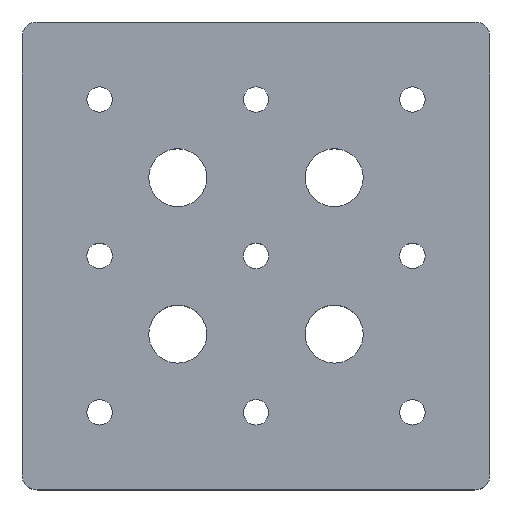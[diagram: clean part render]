
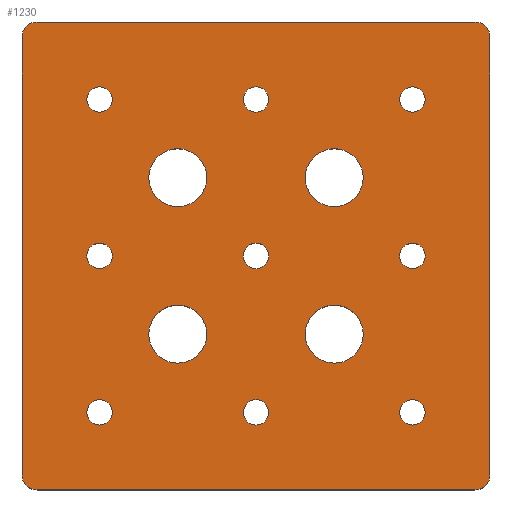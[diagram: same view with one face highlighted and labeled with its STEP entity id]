
A CAD part, top view. The second image highlights one B-rep face of the part: STEP entity #1230.
In plain terms, the highlighted planar face has unit normal (0, 0, 1).
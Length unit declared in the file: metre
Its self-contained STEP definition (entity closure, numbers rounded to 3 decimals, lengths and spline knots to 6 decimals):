
#45=LINE('',#1890,#125);
#49=LINE('',#1902,#129);
#53=LINE('',#1914,#133);
#57=LINE('',#1926,#137);
#125=VECTOR('',#1503,1.);
#129=VECTOR('',#1515,1.);
#133=VECTOR('',#1527,1.);
#137=VECTOR('',#1539,1.);
#278=ORIENTED_EDGE('',*,*,#549,.T.);
#279=ORIENTED_EDGE('',*,*,#552,.T.);
#280=ORIENTED_EDGE('',*,*,#555,.F.);
#281=ORIENTED_EDGE('',*,*,#558,.T.);
#282=ORIENTED_EDGE('',*,*,#561,.F.);
#283=ORIENTED_EDGE('',*,*,#564,.T.);
#284=ORIENTED_EDGE('',*,*,#567,.T.);
#285=ORIENTED_EDGE('',*,*,#585,.T.);
#286=ORIENTED_EDGE('',*,*,#582,.T.);
#287=ORIENTED_EDGE('',*,*,#581,.F.);
#288=ORIENTED_EDGE('',*,*,#579,.F.);
#289=ORIENTED_EDGE('',*,*,#577,.F.);
#290=ORIENTED_EDGE('',*,*,#576,.F.);
#291=ORIENTED_EDGE('',*,*,#575,.F.);
#292=ORIENTED_EDGE('',*,*,#574,.F.);
#293=ORIENTED_EDGE('',*,*,#573,.F.);
#294=ORIENTED_EDGE('',*,*,#572,.F.);
#295=ORIENTED_EDGE('',*,*,#571,.F.);
#296=ORIENTED_EDGE('',*,*,#569,.T.);
#297=ORIENTED_EDGE('',*,*,#568,.F.);
#298=ORIENTED_EDGE('',*,*,#586,.F.);
#549=EDGE_CURVE('',#709,#712,#45,.T.);
#552=EDGE_CURVE('',#712,#714,#833,.T.);
#555=EDGE_CURVE('',#716,#714,#49,.T.);
#558=EDGE_CURVE('',#716,#718,#835,.T.);
#561=EDGE_CURVE('',#720,#718,#53,.T.);
#564=EDGE_CURVE('',#720,#722,#837,.T.);
#567=EDGE_CURVE('',#722,#724,#57,.T.);
#568=EDGE_CURVE('',#725,#725,#838,.T.);
#569=EDGE_CURVE('',#726,#726,#839,.T.);
#571=EDGE_CURVE('',#728,#728,#841,.T.);
#572=EDGE_CURVE('',#729,#729,#842,.T.);
#573=EDGE_CURVE('',#730,#730,#843,.T.);
#574=EDGE_CURVE('',#731,#731,#844,.T.);
#575=EDGE_CURVE('',#732,#732,#845,.T.);
#576=EDGE_CURVE('',#733,#733,#846,.T.);
#577=EDGE_CURVE('',#734,#734,#847,.T.);
#579=EDGE_CURVE('',#736,#736,#849,.T.);
#581=EDGE_CURVE('',#738,#738,#851,.T.);
#582=EDGE_CURVE('',#739,#739,#852,.T.);
#585=EDGE_CURVE('',#724,#709,#855,.T.);
#586=EDGE_CURVE('',#741,#741,#856,.T.);
#709=VERTEX_POINT('',#1884);
#712=VERTEX_POINT('',#1889);
#714=VERTEX_POINT('',#1895);
#716=VERTEX_POINT('',#1901);
#718=VERTEX_POINT('',#1907);
#720=VERTEX_POINT('',#1913);
#722=VERTEX_POINT('',#1919);
#724=VERTEX_POINT('',#1925);
#725=VERTEX_POINT('',#1929);
#726=VERTEX_POINT('',#1932);
#728=VERTEX_POINT('',#1937);
#729=VERTEX_POINT('',#1940);
#730=VERTEX_POINT('',#1943);
#731=VERTEX_POINT('',#1946);
#732=VERTEX_POINT('',#1949);
#733=VERTEX_POINT('',#1952);
#734=VERTEX_POINT('',#1955);
#736=VERTEX_POINT('',#1960);
#738=VERTEX_POINT('',#1965);
#739=VERTEX_POINT('',#1968);
#741=VERTEX_POINT('',#1976);
#833=CIRCLE('',#1316,0.002059);
#835=CIRCLE('',#1320,0.002059);
#837=CIRCLE('',#1324,0.002059);
#838=CIRCLE('',#1327,0.00175);
#839=CIRCLE('',#1329,0.004);
#841=CIRCLE('',#1332,0.00175);
#842=CIRCLE('',#1334,0.00175);
#843=CIRCLE('',#1336,0.00175);
#844=CIRCLE('',#1338,0.00175);
#845=CIRCLE('',#1340,0.00175);
#846=CIRCLE('',#1342,0.00175);
#847=CIRCLE('',#1344,0.004);
#849=CIRCLE('',#1347,0.004);
#851=CIRCLE('',#1350,0.00175);
#852=CIRCLE('',#1352,0.004);
#855=CIRCLE('',#1356,0.002059);
#856=CIRCLE('',#1358,0.00175);
#949=EDGE_LOOP('',(#278,#279,#280,#281,#282,#283,#284,#285));
#950=EDGE_LOOP('',(#286));
#951=EDGE_LOOP('',(#287));
#952=EDGE_LOOP('',(#288));
#953=EDGE_LOOP('',(#289));
#954=EDGE_LOOP('',(#290));
#955=EDGE_LOOP('',(#291));
#956=EDGE_LOOP('',(#292));
#957=EDGE_LOOP('',(#293));
#958=EDGE_LOOP('',(#294));
#959=EDGE_LOOP('',(#295));
#960=EDGE_LOOP('',(#296));
#961=EDGE_LOOP('',(#297));
#962=EDGE_LOOP('',(#298));
#1079=FACE_BOUND('',#949,.T.);
#1080=FACE_BOUND('',#950,.T.);
#1081=FACE_BOUND('',#951,.T.);
#1082=FACE_BOUND('',#952,.T.);
#1083=FACE_BOUND('',#953,.T.);
#1084=FACE_BOUND('',#954,.T.);
#1085=FACE_BOUND('',#955,.T.);
#1086=FACE_BOUND('',#956,.T.);
#1087=FACE_BOUND('',#957,.T.);
#1088=FACE_BOUND('',#958,.T.);
#1089=FACE_BOUND('',#959,.T.);
#1090=FACE_BOUND('',#960,.T.);
#1091=FACE_BOUND('',#961,.T.);
#1092=FACE_BOUND('',#962,.T.);
#1170=PLANE('',#1359);
#1230=ADVANCED_FACE('',(#1079,#1080,#1081,#1082,#1083,#1084,#1085,#1086,
#1087,#1088,#1089,#1090,#1091,#1092),#1170,.T.);
#1316=AXIS2_PLACEMENT_3D('',#1896,#1509,#1510);
#1320=AXIS2_PLACEMENT_3D('',#1908,#1521,#1522);
#1324=AXIS2_PLACEMENT_3D('',#1920,#1533,#1534);
#1327=AXIS2_PLACEMENT_3D('',#1928,#1542,#1543);
#1329=AXIS2_PLACEMENT_3D('',#1931,#1546,#1547);
#1332=AXIS2_PLACEMENT_3D('',#1936,#1552,#1553);
#1334=AXIS2_PLACEMENT_3D('',#1939,#1556,#1557);
#1336=AXIS2_PLACEMENT_3D('',#1942,#1560,#1561);
#1338=AXIS2_PLACEMENT_3D('',#1945,#1564,#1565);
#1340=AXIS2_PLACEMENT_3D('',#1948,#1568,#1569);
#1342=AXIS2_PLACEMENT_3D('',#1951,#1572,#1573);
#1344=AXIS2_PLACEMENT_3D('',#1954,#1576,#1577);
#1347=AXIS2_PLACEMENT_3D('',#1959,#1582,#1583);
#1350=AXIS2_PLACEMENT_3D('',#1964,#1588,#1589);
#1352=AXIS2_PLACEMENT_3D('',#1967,#1592,#1593);
#1356=AXIS2_PLACEMENT_3D('',#1973,#1600,#1601);
#1358=AXIS2_PLACEMENT_3D('',#1975,#1604,#1605);
#1359=AXIS2_PLACEMENT_3D('',#1977,#1606,#1607);
#1503=DIRECTION('',(-1.,0.,0.));
#1509=DIRECTION('',(0.,0.,1.));
#1510=DIRECTION('',(1.,0.,0.));
#1515=DIRECTION('',(0.,1.,0.));
#1521=DIRECTION('',(0.,0.,1.));
#1522=DIRECTION('',(1.,0.,0.));
#1527=DIRECTION('',(-1.,0.,0.));
#1533=DIRECTION('',(0.,0.,1.));
#1534=DIRECTION('',(1.,0.,0.));
#1539=DIRECTION('',(0.,1.,0.));
#1542=DIRECTION('',(0.,0.,1.));
#1543=DIRECTION('',(1.,0.,0.));
#1546=DIRECTION('',(0.,0.,-1.));
#1547=DIRECTION('',(1.,0.,0.));
#1552=DIRECTION('',(0.,0.,1.));
#1553=DIRECTION('',(1.,0.,0.));
#1556=DIRECTION('',(0.,0.,1.));
#1557=DIRECTION('',(1.,0.,0.));
#1560=DIRECTION('',(0.,0.,1.));
#1561=DIRECTION('',(1.,0.,0.));
#1564=DIRECTION('',(0.,0.,1.));
#1565=DIRECTION('',(1.,0.,0.));
#1568=DIRECTION('',(0.,0.,1.));
#1569=DIRECTION('',(1.,0.,0.));
#1572=DIRECTION('',(0.,0.,1.));
#1573=DIRECTION('',(1.,0.,0.));
#1576=DIRECTION('',(0.,0.,1.));
#1577=DIRECTION('',(1.,0.,0.));
#1582=DIRECTION('',(0.,0.,1.));
#1583=DIRECTION('',(1.,0.,0.));
#1588=DIRECTION('',(0.,0.,1.));
#1589=DIRECTION('',(1.,0.,0.));
#1592=DIRECTION('',(0.,0.,-1.));
#1593=DIRECTION('',(1.,0.,0.));
#1600=DIRECTION('',(0.,0.,1.));
#1601=DIRECTION('',(1.,0.,0.));
#1604=DIRECTION('',(0.,0.,1.));
#1605=DIRECTION('',(1.,0.,0.));
#1606=DIRECTION('',(0.,0.,1.));
#1607=DIRECTION('',(1.,0.,0.));
#1884=CARTESIAN_POINT('',(0.030226,0.032285,0.0012));
#1889=CARTESIAN_POINT('',(-0.030226,0.032285,0.0012));
#1890=CARTESIAN_POINT('',(0.,0.032285,0.0012));
#1895=CARTESIAN_POINT('',(-0.032285,0.030226,0.0012));
#1896=CARTESIAN_POINT('',(-0.030226,0.030226,0.0012));
#1901=CARTESIAN_POINT('',(-0.032285,-0.030226,0.0012));
#1902=CARTESIAN_POINT('',(-0.032285,0.,0.0012));
#1907=CARTESIAN_POINT('',(-0.030226,-0.032285,0.0012));
#1908=CARTESIAN_POINT('',(-0.030226,-0.030226,0.0012));
#1913=CARTESIAN_POINT('',(0.030226,-0.032285,0.0012));
#1914=CARTESIAN_POINT('',(0.,-0.032285,0.0012));
#1919=CARTESIAN_POINT('',(0.032285,-0.030226,0.0012));
#1920=CARTESIAN_POINT('',(0.030226,-0.030226,0.0012));
#1925=CARTESIAN_POINT('',(0.032285,0.030226,0.0012));
#1926=CARTESIAN_POINT('',(0.032285,0.,0.0012));
#1928=CARTESIAN_POINT('',(0.02159,-0.02159,0.0012));
#1929=CARTESIAN_POINT('',(0.02334,-0.02159,0.0012));
#1931=CARTESIAN_POINT('',(-0.010795,-0.010795,0.0012));
#1932=CARTESIAN_POINT('',(-0.006795,-0.010795,0.0012));
#1936=CARTESIAN_POINT('',(0.,0.,0.0012));
#1937=CARTESIAN_POINT('',(0.00175,0.,0.0012));
#1939=CARTESIAN_POINT('',(-0.02159,0.,0.0012));
#1940=CARTESIAN_POINT('',(-0.01984,0.,0.0012));
#1942=CARTESIAN_POINT('',(-0.02159,-0.02159,0.0012));
#1943=CARTESIAN_POINT('',(-0.01984,-0.02159,0.0012));
#1945=CARTESIAN_POINT('',(0.,-0.02159,0.0012));
#1946=CARTESIAN_POINT('',(0.00175,-0.02159,0.0012));
#1948=CARTESIAN_POINT('',(0.,0.02159,0.0012));
#1949=CARTESIAN_POINT('',(0.00175,0.02159,0.0012));
#1951=CARTESIAN_POINT('',(0.02159,0.,0.0012));
#1952=CARTESIAN_POINT('',(0.02334,0.,0.0012));
#1954=CARTESIAN_POINT('',(0.010795,-0.010795,0.0012));
#1955=CARTESIAN_POINT('',(0.014795,-0.010795,0.0012));
#1959=CARTESIAN_POINT('',(-0.010795,0.010795,0.0012));
#1960=CARTESIAN_POINT('',(-0.006795,0.010795,0.0012));
#1964=CARTESIAN_POINT('',(0.02159,0.02159,0.0012));
#1965=CARTESIAN_POINT('',(0.02334,0.02159,0.0012));
#1967=CARTESIAN_POINT('',(0.010795,0.010795,0.0012));
#1968=CARTESIAN_POINT('',(0.014795,0.010795,0.0012));
#1973=CARTESIAN_POINT('',(0.030226,0.030226,0.0012));
#1975=CARTESIAN_POINT('',(-0.02159,0.02159,0.0012));
#1976=CARTESIAN_POINT('',(-0.01984,0.02159,0.0012));
#1977=CARTESIAN_POINT('',(0.,0.,0.0012));
